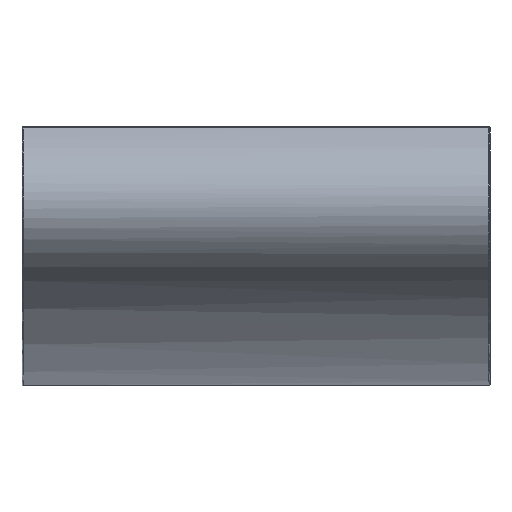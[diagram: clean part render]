
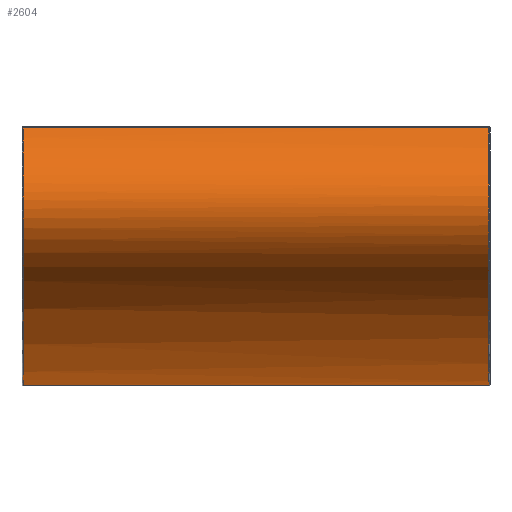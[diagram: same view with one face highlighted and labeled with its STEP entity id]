
A CAD part, left-side view. The second image highlights one B-rep face of the part: STEP entity #2604.
In plain terms, the highlighted face is a extrusion surface.
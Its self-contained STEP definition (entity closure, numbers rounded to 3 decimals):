
#622=CARTESIAN_POINT('',(99.906,44.8,14.646));
#623=CARTESIAN_POINT('',(103.747,44.8,11.993));
#624=CARTESIAN_POINT('',(109.33,44.8,6.381));
#625=CARTESIAN_POINT('',(110.891,44.8,-2.435));
#626=CARTESIAN_POINT('',(105.539,44.8,-11.099));
#627=CARTESIAN_POINT('',(93.609,44.8,-19.071));
#628=CARTESIAN_POINT('',(75.845,44.8,-25.855));
#629=CARTESIAN_POINT('',(53.352,44.8,-31.027));
#630=CARTESIAN_POINT('',(27.534,44.8,-34.265));
#631=CARTESIAN_POINT('',(0.,44.8,-35.367));
#632=CARTESIAN_POINT('',(-27.534,44.8,-34.265));
#633=CARTESIAN_POINT('',(-53.352,44.8,-31.027));
#634=CARTESIAN_POINT('',(-75.845,44.8,-25.855));
#635=CARTESIAN_POINT('',(-93.609,44.8,-19.071));
#636=CARTESIAN_POINT('',(-105.539,44.8,-11.099));
#637=CARTESIAN_POINT('',(-110.891,44.8,-2.435));
#638=CARTESIAN_POINT('',(-109.33,44.8,6.381));
#639=CARTESIAN_POINT('',(-103.747,44.8,11.993));
#640=CARTESIAN_POINT('',(-99.906,44.8,14.646));
#642=DIRECTION('',(0.,-1.,0.));
#643=VECTOR('',#642,89.6);
#644=CARTESIAN_POINT('',(-99.906,44.8,14.646));
#645=LINE('',#644,#643);
#646=CARTESIAN_POINT('',(-99.906,-44.8,14.646));
#647=CARTESIAN_POINT('',(-103.747,-44.8,11.993));
#648=CARTESIAN_POINT('',(-109.33,-44.8,6.381));
#649=CARTESIAN_POINT('',(-110.891,-44.8,-2.435));
#650=CARTESIAN_POINT('',(-105.539,-44.8,-11.099));
#651=CARTESIAN_POINT('',(-93.609,-44.8,-19.071));
#652=CARTESIAN_POINT('',(-75.845,-44.8,-25.855));
#653=CARTESIAN_POINT('',(-53.352,-44.8,-31.027));
#654=CARTESIAN_POINT('',(-27.534,-44.8,-34.265));
#655=CARTESIAN_POINT('',(0.,-44.8,-35.367));
#656=CARTESIAN_POINT('',(27.534,-44.8,-34.265));
#657=CARTESIAN_POINT('',(53.352,-44.8,-31.027));
#658=CARTESIAN_POINT('',(75.845,-44.8,-25.855));
#659=CARTESIAN_POINT('',(93.609,-44.8,-19.071));
#660=CARTESIAN_POINT('',(105.539,-44.8,-11.099));
#661=CARTESIAN_POINT('',(110.891,-44.8,-2.435));
#662=CARTESIAN_POINT('',(109.33,-44.8,6.381));
#663=CARTESIAN_POINT('',(103.747,-44.8,11.993));
#664=CARTESIAN_POINT('',(99.906,-44.8,14.646));
#666=DIRECTION('',(0.,-1.,0.));
#667=VECTOR('',#666,89.6);
#668=CARTESIAN_POINT('',(99.906,44.8,14.646));
#669=LINE('',#668,#667);
#704=CARTESIAN_POINT('',(99.906,44.8,14.646));
#705=VERTEX_POINT('',#704);
#707=VERTEX_POINT('',#640);
#734=CARTESIAN_POINT('',(-99.906,-44.8,14.646));
#735=VERTEX_POINT('',#734);
#737=VERTEX_POINT('',#664);
#2589=CARTESIAN_POINT('',(0.,-45.,0.));
#2590=DIRECTION('',(0.,1.,0.));
#2591=DIRECTION('',(1.,0.,0.));
#2592=AXIS2_PLACEMENT_3D('',#2589,#2590,#2591);
#2594=DIRECTION('',(0.,1.,0.));
#2595=VECTOR('',#2594,1.);
#2596=SURFACE_OF_LINEAR_EXTRUSION('',#2593,#2595);
#2597=ORIENTED_EDGE('',*,*,#2489,.T.);
#2599=ORIENTED_EDGE('',*,*,#2598,.T.);
#2600=ORIENTED_EDGE('',*,*,#1157,.T.);
#2601=ORIENTED_EDGE('',*,*,#2582,.F.);
#2602=EDGE_LOOP('',(#2597,#2599,#2600,#2601));
#2603=FACE_OUTER_BOUND('',#2602,.F.);
#2604=ADVANCED_FACE('',(#2603),#2596,.T.);
#641=B_SPLINE_CURVE_WITH_KNOTS('',3,(#622,#623,#624,#625,#626,#627,#628,#629,
#630,#631,#632,#633,#634,#635,#636,#637,#638,#639,#640),.UNSPECIFIED.,.F.,.F.,
(4,1,1,1,1,1,1,1,1,1,1,1,1,1,1,1,4),(0.,0.063,0.125,0.188,0.25,
0.313,0.375,0.438,0.5,0.563,0.625,0.688,0.75,0.813,
0.875,0.938,1.),.UNSPECIFIED.);
#665=B_SPLINE_CURVE_WITH_KNOTS('',3,(#646,#647,#648,#649,#650,#651,#652,#653,
#654,#655,#656,#657,#658,#659,#660,#661,#662,#663,#664),.UNSPECIFIED.,.F.,.F.,
(4,1,1,1,1,1,1,1,1,1,1,1,1,1,1,1,4),(0.,0.063,0.125,0.188,0.25,
0.313,0.375,0.438,0.5,0.563,0.625,0.688,0.75,0.813,
0.875,0.938,1.),.UNSPECIFIED.);
#1157=EDGE_CURVE('',#735,#737,#665,.T.);
#2489=EDGE_CURVE('',#705,#707,#641,.T.);
#2582=EDGE_CURVE('',#705,#737,#669,.T.);
#2593=ELLIPSE('',#2592,110.,35.);
#2598=EDGE_CURVE('',#707,#735,#645,.T.);
